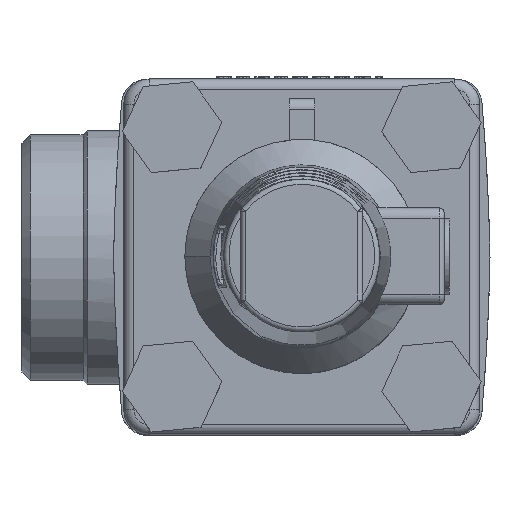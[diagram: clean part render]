
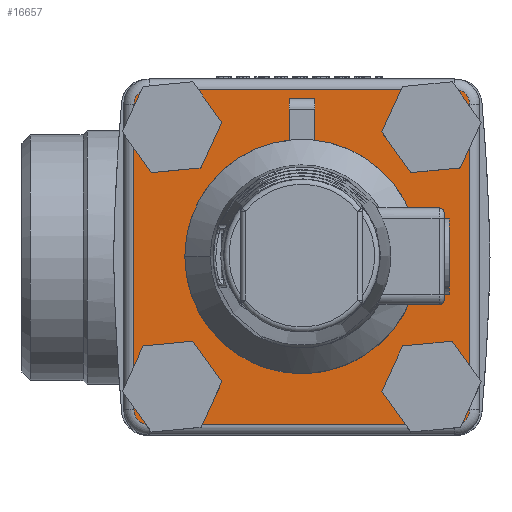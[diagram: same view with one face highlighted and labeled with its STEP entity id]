
A CAD part, top view. The second image highlights one B-rep face of the part: STEP entity #16657.
In plain terms, the highlighted planar face has unit normal (0, 0, 1).
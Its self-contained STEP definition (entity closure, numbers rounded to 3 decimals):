
#16482=CARTESIAN_POINT('',(0.,-0.,86.));
#16483=DIRECTION('',(0.,0.,1.));
#16484=DIRECTION('',(1.,0.,0.));
#16485=AXIS2_PLACEMENT_3D('',#16482,#16483,#16484);
#16486=PLANE('',#16485);
#16487=CARTESIAN_POINT('',(-21.,-0.,86.));
#16488=VERTEX_POINT('',#16487);
#16489=CARTESIAN_POINT('',(21.,-0.,86.));
#16490=VERTEX_POINT('',#16489);
#16491=CARTESIAN_POINT('',(0.,-0.,86.));
#16492=DIRECTION('',(-0.,-0.,-1.));
#16493=DIRECTION('',(1.,0.,-0.));
#16494=AXIS2_PLACEMENT_3D('',#16491,#16492,#16493);
#16495=CIRCLE('',#16494,21.);
#16496=EDGE_CURVE('',#16488,#16490,#16495,.T.);
#16497=ORIENTED_EDGE('',*,*,#16496,.T.);
#16498=CARTESIAN_POINT('',(0.,-0.,86.));
#16499=DIRECTION('',(-0.,-0.,-1.));
#16500=DIRECTION('',(1.,0.,-0.));
#16501=AXIS2_PLACEMENT_3D('',#16498,#16499,#16500);
#16502=CIRCLE('',#16501,21.);
#16503=EDGE_CURVE('',#16490,#16488,#16502,.T.);
#16504=ORIENTED_EDGE('',*,*,#16503,.T.);
#16505=EDGE_LOOP('',(#16497,#16504));
#16506=FACE_BOUND('',#16505,.T.);
#16507=CARTESIAN_POINT('',(30.,-33.,86.));
#16508=VERTEX_POINT('',#16507);
#16509=CARTESIAN_POINT('',(33.,-30.,86.));
#16510=VERTEX_POINT('',#16509);
#16511=CARTESIAN_POINT('',(30.,-30.,86.));
#16512=DIRECTION('',(0.,0.,1.));
#16513=DIRECTION('',(1.,0.,-0.));
#16514=AXIS2_PLACEMENT_3D('',#16511,#16512,#16513);
#16515=CIRCLE('',#16514,3.);
#16516=EDGE_CURVE('',#16508,#16510,#16515,.T.);
#16517=ORIENTED_EDGE('',*,*,#16516,.T.);
#16518=CARTESIAN_POINT('',(33.,30.,86.));
#16519=VERTEX_POINT('',#16518);
#16520=CARTESIAN_POINT('',(33.,-30.,86.));
#16521=DIRECTION('',(0.,1.,0.));
#16522=VECTOR('',#16521,60.);
#16523=LINE('',#16520,#16522);
#16524=EDGE_CURVE('',#16510,#16519,#16523,.T.);
#16525=ORIENTED_EDGE('',*,*,#16524,.T.);
#16526=CARTESIAN_POINT('',(30.,33.,86.));
#16527=VERTEX_POINT('',#16526);
#16528=CARTESIAN_POINT('',(30.,30.,86.));
#16529=DIRECTION('',(0.,0.,1.));
#16530=DIRECTION('',(1.,0.,-0.));
#16531=AXIS2_PLACEMENT_3D('',#16528,#16529,#16530);
#16532=CIRCLE('',#16531,3.);
#16533=EDGE_CURVE('',#16519,#16527,#16532,.T.);
#16534=ORIENTED_EDGE('',*,*,#16533,.T.);
#16535=CARTESIAN_POINT('',(-30.,33.,86.));
#16536=VERTEX_POINT('',#16535);
#16537=CARTESIAN_POINT('',(30.,33.,86.));
#16538=DIRECTION('',(-1.,0.,0.));
#16539=VECTOR('',#16538,60.);
#16540=LINE('',#16537,#16539);
#16541=EDGE_CURVE('',#16527,#16536,#16540,.T.);
#16542=ORIENTED_EDGE('',*,*,#16541,.T.);
#16543=CARTESIAN_POINT('',(-33.,30.,86.));
#16544=VERTEX_POINT('',#16543);
#16545=CARTESIAN_POINT('',(-30.,30.,86.));
#16546=DIRECTION('',(0.,0.,1.));
#16547=DIRECTION('',(1.,0.,-0.));
#16548=AXIS2_PLACEMENT_3D('',#16545,#16546,#16547);
#16549=CIRCLE('',#16548,3.);
#16550=EDGE_CURVE('',#16536,#16544,#16549,.T.);
#16551=ORIENTED_EDGE('',*,*,#16550,.T.);
#16552=CARTESIAN_POINT('',(-33.,-30.,86.));
#16553=VERTEX_POINT('',#16552);
#16554=CARTESIAN_POINT('',(-33.,30.,86.));
#16555=DIRECTION('',(0.,-1.,0.));
#16556=VECTOR('',#16555,60.);
#16557=LINE('',#16554,#16556);
#16558=EDGE_CURVE('',#16544,#16553,#16557,.T.);
#16559=ORIENTED_EDGE('',*,*,#16558,.T.);
#16560=CARTESIAN_POINT('',(-30.,-33.,86.));
#16561=VERTEX_POINT('',#16560);
#16562=CARTESIAN_POINT('',(-30.,-30.,86.));
#16563=DIRECTION('',(0.,0.,1.));
#16564=DIRECTION('',(1.,0.,-0.));
#16565=AXIS2_PLACEMENT_3D('',#16562,#16563,#16564);
#16566=CIRCLE('',#16565,3.);
#16567=EDGE_CURVE('',#16553,#16561,#16566,.T.);
#16568=ORIENTED_EDGE('',*,*,#16567,.T.);
#16569=CARTESIAN_POINT('',(-30.,-33.,86.));
#16570=DIRECTION('',(1.,0.,-0.));
#16571=VECTOR('',#16570,60.);
#16572=LINE('',#16569,#16571);
#16573=EDGE_CURVE('',#16561,#16508,#16572,.T.);
#16574=ORIENTED_EDGE('',*,*,#16573,.T.);
#16575=EDGE_LOOP('',(#16517,#16525,#16534,#16542,#16551,#16559,#16568,#16574));
#16576=FACE_BOUND('',#16575,.T.);
#16577=CARTESIAN_POINT('',(-20.5,25.5,86.));
#16578=VERTEX_POINT('',#16577);
#16579=CARTESIAN_POINT('',(-30.5,25.5,86.));
#16580=VERTEX_POINT('',#16579);
#16581=CARTESIAN_POINT('',(-25.5,25.5,86.));
#16582=DIRECTION('',(0.,0.,1.));
#16583=DIRECTION('',(-1.,0.,0.));
#16584=AXIS2_PLACEMENT_3D('',#16581,#16582,#16583);
#16585=CIRCLE('',#16584,5.);
#16586=EDGE_CURVE('',#16578,#16580,#16585,.T.);
#16587=ORIENTED_EDGE('',*,*,#16586,.F.);
#16588=CARTESIAN_POINT('',(-25.5,25.5,86.));
#16589=DIRECTION('',(0.,0.,1.));
#16590=DIRECTION('',(-1.,0.,0.));
#16591=AXIS2_PLACEMENT_3D('',#16588,#16589,#16590);
#16592=CIRCLE('',#16591,5.);
#16593=EDGE_CURVE('',#16580,#16578,#16592,.T.);
#16594=ORIENTED_EDGE('',*,*,#16593,.F.);
#16595=EDGE_LOOP('',(#16587,#16594));
#16596=FACE_BOUND('',#16595,.T.);
#16597=CARTESIAN_POINT('',(30.5,-25.5,86.));
#16598=VERTEX_POINT('',#16597);
#16599=CARTESIAN_POINT('',(20.5,-25.5,86.));
#16600=VERTEX_POINT('',#16599);
#16601=CARTESIAN_POINT('',(25.5,-25.5,86.));
#16602=DIRECTION('',(0.,0.,1.));
#16603=DIRECTION('',(-1.,0.,0.));
#16604=AXIS2_PLACEMENT_3D('',#16601,#16602,#16603);
#16605=CIRCLE('',#16604,5.);
#16606=EDGE_CURVE('',#16598,#16600,#16605,.T.);
#16607=ORIENTED_EDGE('',*,*,#16606,.F.);
#16608=CARTESIAN_POINT('',(25.5,-25.5,86.));
#16609=DIRECTION('',(0.,0.,1.));
#16610=DIRECTION('',(-1.,0.,0.));
#16611=AXIS2_PLACEMENT_3D('',#16608,#16609,#16610);
#16612=CIRCLE('',#16611,5.);
#16613=EDGE_CURVE('',#16600,#16598,#16612,.T.);
#16614=ORIENTED_EDGE('',*,*,#16613,.F.);
#16615=EDGE_LOOP('',(#16607,#16614));
#16616=FACE_BOUND('',#16615,.T.);
#16617=CARTESIAN_POINT('',(-20.5,-25.5,86.));
#16618=VERTEX_POINT('',#16617);
#16619=CARTESIAN_POINT('',(-30.5,-25.5,86.));
#16620=VERTEX_POINT('',#16619);
#16621=CARTESIAN_POINT('',(-25.5,-25.5,86.));
#16622=DIRECTION('',(0.,0.,1.));
#16623=DIRECTION('',(-1.,0.,0.));
#16624=AXIS2_PLACEMENT_3D('',#16621,#16622,#16623);
#16625=CIRCLE('',#16624,5.);
#16626=EDGE_CURVE('',#16618,#16620,#16625,.T.);
#16627=ORIENTED_EDGE('',*,*,#16626,.F.);
#16628=CARTESIAN_POINT('',(-25.5,-25.5,86.));
#16629=DIRECTION('',(0.,0.,1.));
#16630=DIRECTION('',(-1.,0.,0.));
#16631=AXIS2_PLACEMENT_3D('',#16628,#16629,#16630);
#16632=CIRCLE('',#16631,5.);
#16633=EDGE_CURVE('',#16620,#16618,#16632,.T.);
#16634=ORIENTED_EDGE('',*,*,#16633,.F.);
#16635=EDGE_LOOP('',(#16627,#16634));
#16636=FACE_BOUND('',#16635,.T.);
#16637=CARTESIAN_POINT('',(30.5,25.5,86.));
#16638=VERTEX_POINT('',#16637);
#16639=CARTESIAN_POINT('',(20.5,25.5,86.));
#16640=VERTEX_POINT('',#16639);
#16641=CARTESIAN_POINT('',(25.5,25.5,86.));
#16642=DIRECTION('',(0.,0.,1.));
#16643=DIRECTION('',(-1.,0.,0.));
#16644=AXIS2_PLACEMENT_3D('',#16641,#16642,#16643);
#16645=CIRCLE('',#16644,5.);
#16646=EDGE_CURVE('',#16638,#16640,#16645,.T.);
#16647=ORIENTED_EDGE('',*,*,#16646,.F.);
#16648=CARTESIAN_POINT('',(25.5,25.5,86.));
#16649=DIRECTION('',(0.,0.,1.));
#16650=DIRECTION('',(-1.,0.,0.));
#16651=AXIS2_PLACEMENT_3D('',#16648,#16649,#16650);
#16652=CIRCLE('',#16651,5.);
#16653=EDGE_CURVE('',#16640,#16638,#16652,.T.);
#16654=ORIENTED_EDGE('',*,*,#16653,.F.);
#16655=EDGE_LOOP('',(#16647,#16654));
#16656=FACE_BOUND('',#16655,.T.);
#16657=ADVANCED_FACE('',(#16506,#16576,#16596,#16616,#16636,#16656),#16486,.T.);
